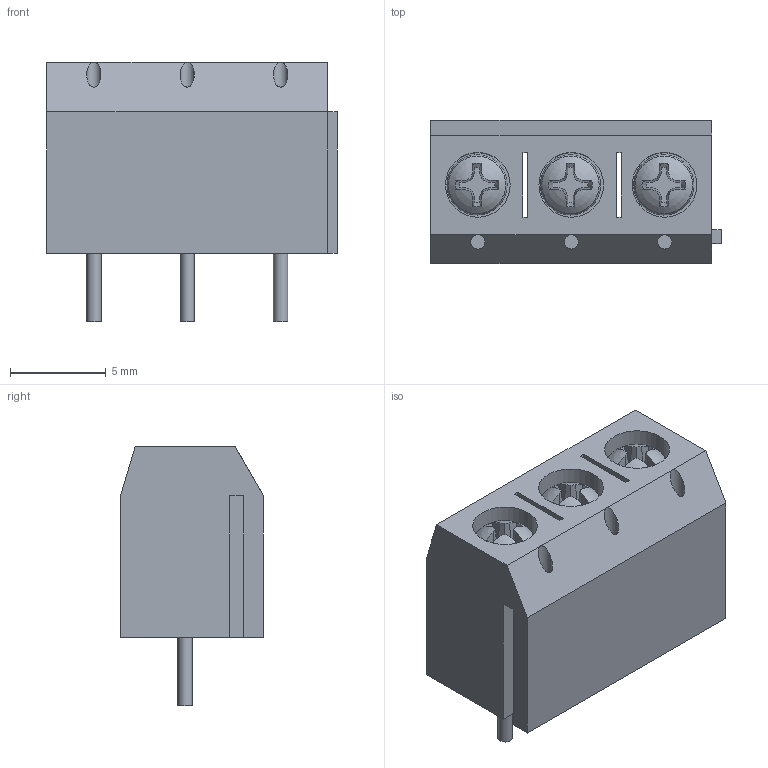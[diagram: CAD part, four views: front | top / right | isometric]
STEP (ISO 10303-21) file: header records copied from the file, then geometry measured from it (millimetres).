
FILE_DESCRIPTION(/* description */ (''),/* implementation_level */ '2;1');
FILE_NAME(/* name */ 'connector_3p v1.step',/* time_stamp */ '2023-12-28T17:39:59+02:00',/* author */ (''),/* organization */ (''),/* preprocessor_version */ 'ST-DEVELOPER v20',/* originating_system */ 'Autodesk Translation Framework v12.14.0.127',/* authorisation */ '');
FILE_SCHEMA (('AUTOMOTIVE_DESIGN { 1 0 10303 214 3 1 1 }'));
Length unit declared in the file: millimetre
Products named in the file (9): connector_3p; 4 Channel Relay Board; 2; 4; 6; 8; 24; 26; 28
Assembly tree (8 placements, depth 3):
  connector_3p
    4 Channel Relay Board
      2
      4
      6
      8
      24
      26
      28
Bounding box: 15.2 x 7.48 x 13.59 mm (x, y, z)
Volume: 798.5 mm3; surface area: 1838.5 mm2
Topology: 7 solids, 7 shells, 195 faces, 513 edges, 341 vertices
Faces by surface type: plane 120, cylinder 45, cone 15, bspline 6, torus 6, sphere 3
Full cylindrical faces by diameter (mm): 0.75 x6, 1.127 x6, 1.575 x9, 3 x3, 3.15 x3, 3.382 x6
Entity records: 10362 total; most frequent: CARTESIAN_POINT 5179, ORIENTED_EDGE 1026, DIRECTION 997, EDGE_CURVE 513, AXIS2_PLACEMENT_3D 365, VERTEX_POINT 341, LINE 267, VECTOR 267
